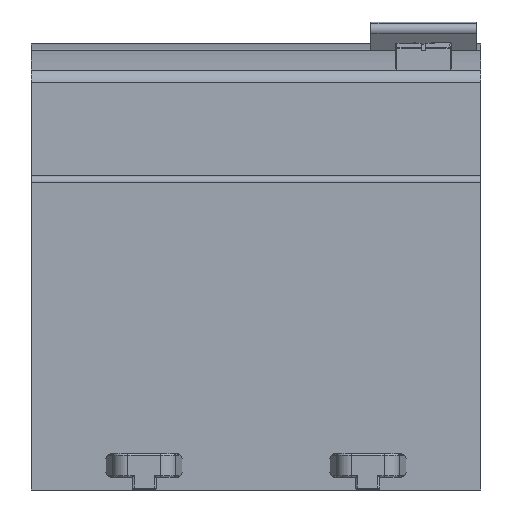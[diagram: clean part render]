
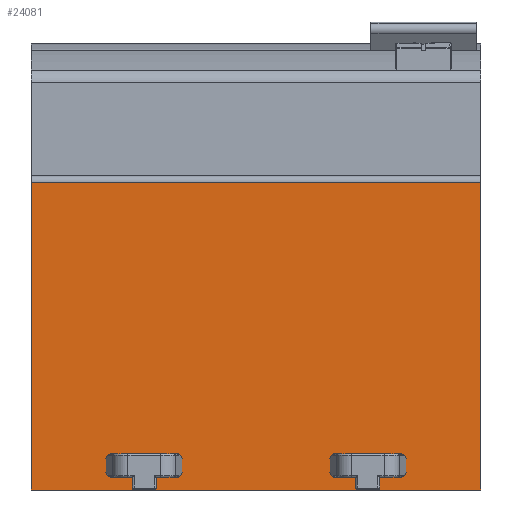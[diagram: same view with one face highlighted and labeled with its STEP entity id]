
A CAD part, front view. The second image highlights one B-rep face of the part: STEP entity #24081.
In plain terms, the highlighted planar face has unit normal (0, -1, 0).
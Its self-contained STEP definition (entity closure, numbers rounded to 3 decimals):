
#24063=AXIS2_PLACEMENT_3D('Plane Axis2P3D',#24060,#24061,#24062) ;
#23569=CARTESIAN_POINT('Line Origine',(-18.,-42.5,-39.5)) ;
#23573=CARTESIAN_POINT('Vertex',(-18.,-42.5,-15.)) ;
#23575=CARTESIAN_POINT('Vertex',(-18.,-42.5,-64.)) ;
#23817=CARTESIAN_POINT('Line Origine',(53.6,-42.5,-39.5)) ;
#23821=CARTESIAN_POINT('Vertex',(53.6,-42.5,-64.)) ;
#23823=CARTESIAN_POINT('Vertex',(53.6,-42.5,-15.)) ;
#24060=CARTESIAN_POINT('Axis2P3D Location',(-18.,-42.5,-64.)) ;
#24065=CARTESIAN_POINT('Line Origine',(17.8,-42.5,-15.)) ;
#24070=CARTESIAN_POINT('Line Origine',(17.8,-42.5,-64.)) ;
#23570=DIRECTION('Vector Direction',(0.,0.,1.)) ;
#23818=DIRECTION('Vector Direction',(0.,0.,1.)) ;
#24061=DIRECTION('Axis2P3D Direction',(0.,1.,0.)) ;
#24062=DIRECTION('Axis2P3D XDirection',(0.,0.,1.)) ;
#24066=DIRECTION('Vector Direction',(1.,0.,0.)) ;
#24071=DIRECTION('Vector Direction',(1.,0.,0.)) ;
#23571=VECTOR('Line Direction',#23570,1.) ;
#23819=VECTOR('Line Direction',#23818,1.) ;
#24067=VECTOR('Line Direction',#24066,1.) ;
#24072=VECTOR('Line Direction',#24071,1.) ;
#24076=ORIENTED_EDGE('',*,*,#23825,.T.) ;
#24077=ORIENTED_EDGE('',*,*,#24069,.F.) ;
#24078=ORIENTED_EDGE('',*,*,#23577,.T.) ;
#24079=ORIENTED_EDGE('',*,*,#24074,.T.) ;
#24081=ADVANCED_FACE('PartBody',(#24080),#24064,.F.) ;
#23577=EDGE_CURVE('',#23574,#23576,#23572,.F.) ;
#23825=EDGE_CURVE('',#23822,#23824,#23820,.T.) ;
#24069=EDGE_CURVE('',#23574,#23824,#24068,.T.) ;
#24074=EDGE_CURVE('',#23576,#23822,#24073,.T.) ;
#24075=EDGE_LOOP('',(#24076,#24077,#24078,#24079)) ;
#24080=FACE_OUTER_BOUND('',#24075,.T.) ;
#23572=LINE('Line',#23569,#23571) ;
#23820=LINE('Line',#23817,#23819) ;
#24068=LINE('Line',#24065,#24067) ;
#24073=LINE('Line',#24070,#24072) ;
#24064=PLANE('',#24063) ;
#23574=VERTEX_POINT('',#23573) ;
#23576=VERTEX_POINT('',#23575) ;
#23822=VERTEX_POINT('',#23821) ;
#23824=VERTEX_POINT('',#23823) ;
